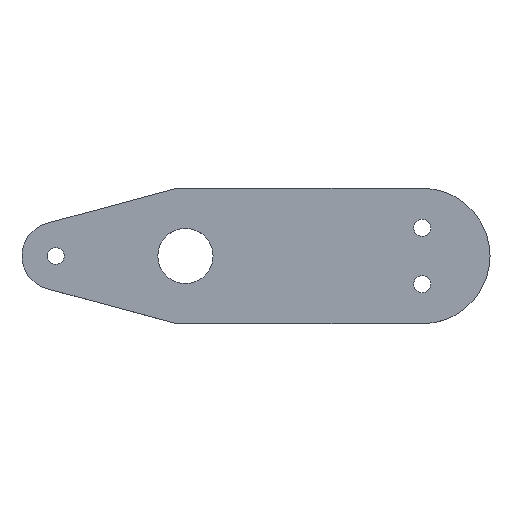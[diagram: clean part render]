
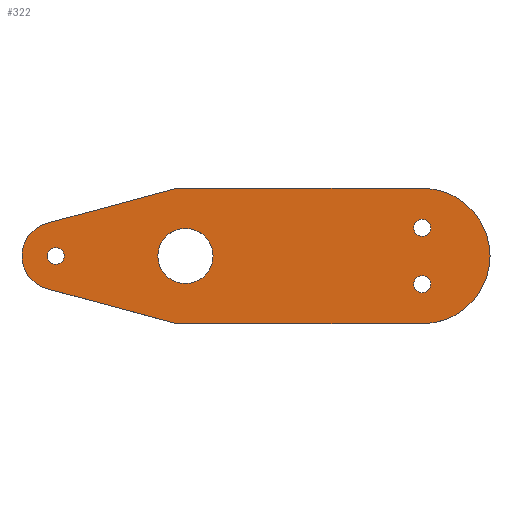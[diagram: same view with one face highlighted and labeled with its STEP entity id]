
A CAD part, top view. The second image highlights one B-rep face of the part: STEP entity #322.
In plain terms, the highlighted planar face has unit normal (0, 0, 1).
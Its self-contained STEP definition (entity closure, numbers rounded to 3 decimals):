
#5 = AXIS2_PLACEMENT_3D ( 'NONE', #554, #456, #72 ) ;
#8 = AXIS2_PLACEMENT_3D ( 'NONE', #14, #488, #353 ) ;
#10 = LINE ( 'NONE', #16, #440 ) ;
#14 = CARTESIAN_POINT ( 'NONE',  ( 23., 0., 4. ) ) ;
#16 = CARTESIAN_POINT ( 'NONE',  ( -1.565, -5.792, 4. ) ) ;
#23 = CIRCLE ( 'NONE', #5, 1.5 ) ;
#30 = CARTESIAN_POINT ( 'NONE',  ( 65., -12., 4. ) ) ;
#43 = EDGE_LOOP ( 'NONE', ( #216, #307 ) ) ;
#53 = DIRECTION ( 'NONE',  ( 0., 0., 1. ) ) ;
#57 = DIRECTION ( 'NONE',  ( 1., 0., 0. ) ) ;
#60 = CARTESIAN_POINT ( 'NONE',  ( 18.1, 0., 4. ) ) ;
#65 = DIRECTION ( 'NONE',  ( 0., 0., 1. ) ) ;
#71 = DIRECTION ( 'NONE',  ( 0., 0., 1. ) ) ;
#72 = DIRECTION ( 'NONE',  ( 1., 0., 0. ) ) ;
#78 = CARTESIAN_POINT ( 'NONE',  ( -1.565, 5.792, 4. ) ) ;
#79 = EDGE_CURVE ( 'NONE', #337, #533, #556, .T. ) ;
#90 = AXIS2_PLACEMENT_3D ( 'NONE', #402, #71, #360 ) ;
#93 = EDGE_CURVE ( 'NONE', #533, #337, #528, .T. ) ;
#94 = DIRECTION ( 'NONE',  ( 1., 0., 0. ) ) ;
#100 = EDGE_CURVE ( 'NONE', #464, #282, #550, .T. ) ;
#107 = DIRECTION ( 'NONE',  ( 1., 0., 0. ) ) ;
#112 = EDGE_CURVE ( 'NONE', #320, #327, #546, .T. ) ;
#117 = CARTESIAN_POINT ( 'NONE',  ( 0., 0., 4. ) ) ;
#119 = CARTESIAN_POINT ( 'NONE',  ( 66.5, -5., 4. ) ) ;
#127 = AXIS2_PLACEMENT_3D ( 'NONE', #304, #359, #57 ) ;
#128 = CARTESIAN_POINT ( 'NONE',  ( 0., -12., 4. ) ) ;
#140 = VERTEX_POINT ( 'NONE', #119 ) ;
#141 = ORIENTED_EDGE ( 'NONE', *, *, #343, .F. ) ;
#142 = FACE_BOUND ( 'NONE', #297, .T. ) ;
#145 = AXIS2_PLACEMENT_3D ( 'NONE', #362, #155, #107 ) ;
#146 = DIRECTION ( 'NONE',  ( 0., 0., 1. ) ) ;
#149 = FACE_OUTER_BOUND ( 'NONE', #299, .T. ) ;
#150 = EDGE_CURVE ( 'NONE', #379, #439, #357, .T. ) ;
#154 = DIRECTION ( 'NONE',  ( 1., 0., 0. ) ) ;
#155 = DIRECTION ( 'NONE',  ( 0., 0., 1. ) ) ;
#162 = LINE ( 'NONE', #368, #422 ) ;
#165 = ORIENTED_EDGE ( 'NONE', *, *, #150, .F. ) ;
#168 = EDGE_CURVE ( 'NONE', #182, #479, #564, .T. ) ;
#172 = VECTOR ( 'NONE', #225, 1000. ) ;
#179 = ORIENTED_EDGE ( 'NONE', *, *, #205, .F. ) ;
#182 = VERTEX_POINT ( 'NONE', #515 ) ;
#183 = EDGE_CURVE ( 'NONE', #464, #414, #532, .T. ) ;
#184 = CARTESIAN_POINT ( 'NONE',  ( 66.5, 5., 4. ) ) ;
#187 = CARTESIAN_POINT ( 'NONE',  ( 27.9, 0., 4. ) ) ;
#195 = CARTESIAN_POINT ( 'NONE',  ( 1.5, 0., 4. ) ) ;
#198 = CARTESIAN_POINT ( 'NONE',  ( 21.407, 12., 4. ) ) ;
#199 = CARTESIAN_POINT ( 'NONE',  ( -1.565, -5.792, 4. ) ) ;
#204 = CARTESIAN_POINT ( 'NONE',  ( 0., 0., 4. ) ) ;
#205 = EDGE_CURVE ( 'NONE', #439, #379, #354, .T. ) ;
#216 = ORIENTED_EDGE ( 'NONE', *, *, #79, .F. ) ;
#225 = DIRECTION ( 'NONE',  ( 0.965, 0.261, 0. ) ) ;
#226 = PLANE ( 'NONE',  #127 ) ;
#231 = FACE_BOUND ( 'NONE', #243, .T. ) ;
#243 = EDGE_LOOP ( 'NONE', ( #389, #258 ) ) ;
#245 = DIRECTION ( 'NONE',  ( 0., 0., 1. ) ) ;
#257 = CARTESIAN_POINT ( 'NONE',  ( 65., 5., 4. ) ) ;
#258 = ORIENTED_EDGE ( 'NONE', *, *, #112, .F. ) ;
#274 = CARTESIAN_POINT ( 'NONE',  ( 65., -5., 4. ) ) ;
#280 = DIRECTION ( 'NONE',  ( 1., 0., 0. ) ) ;
#282 = VERTEX_POINT ( 'NONE', #198 ) ;
#294 = AXIS2_PLACEMENT_3D ( 'NONE', #274, #363, #154 ) ;
#296 = EDGE_LOOP ( 'NONE', ( #165, #179 ) ) ;
#297 = EDGE_LOOP ( 'NONE', ( #305, #444 ) ) ;
#299 = EDGE_LOOP ( 'NONE', ( #141, #381, #375, #558, #339, #303 ) ) ;
#300 = EDGE_CURVE ( 'NONE', #327, #320, #344, .T. ) ;
#301 = EDGE_CURVE ( 'NONE', #479, #509, #518, .T. ) ;
#303 = ORIENTED_EDGE ( 'NONE', *, *, #183, .T. ) ;
#304 = CARTESIAN_POINT ( 'NONE',  ( 0., 0., 4. ) ) ;
#305 = ORIENTED_EDGE ( 'NONE', *, *, #423, .F. ) ;
#307 = ORIENTED_EDGE ( 'NONE', *, *, #93, .F. ) ;
#309 = AXIS2_PLACEMENT_3D ( 'NONE', #204, #53, #460 ) ;
#311 = CARTESIAN_POINT ( 'NONE',  ( -1.5, 0., 4. ) ) ;
#320 = VERTEX_POINT ( 'NONE', #187 ) ;
#322 = ADVANCED_FACE ( 'NONE', ( #482, #142, #149, #351, #231 ), #226, .T. ) ;
#325 = DIRECTION ( 'NONE',  ( -1., 0., 0. ) ) ;
#327 = VERTEX_POINT ( 'NONE', #60 ) ;
#337 = VERTEX_POINT ( 'NONE', #311 ) ;
#339 = ORIENTED_EDGE ( 'NONE', *, *, #100, .F. ) ;
#343 = EDGE_CURVE ( 'NONE', #182, #414, #10, .T. ) ;
#344 = CIRCLE ( 'NONE', #8, 4.9 ) ;
#348 = DIRECTION ( 'NONE',  ( -0.965, 0.261, 0. ) ) ;
#351 = FACE_BOUND ( 'NONE', #43, .T. ) ;
#353 = DIRECTION ( 'NONE',  ( 1., 0., 0. ) ) ;
#354 = CIRCLE ( 'NONE', #438, 1.5 ) ;
#357 = CIRCLE ( 'NONE', #491, 1.5 ) ;
#359 = DIRECTION ( 'NONE',  ( 0., 0., 1. ) ) ;
#360 = DIRECTION ( 'NONE',  ( 1., 0., 0. ) ) ;
#362 = CARTESIAN_POINT ( 'NONE',  ( 23., 0., 4. ) ) ;
#363 = DIRECTION ( 'NONE',  ( 0., 0., 1. ) ) ;
#368 = CARTESIAN_POINT ( 'NONE',  ( 0., 12., 4. ) ) ;
#370 = AXIS2_PLACEMENT_3D ( 'NONE', #117, #146, #542 ) ;
#375 = ORIENTED_EDGE ( 'NONE', *, *, #301, .T. ) ;
#379 = VERTEX_POINT ( 'NONE', #184 ) ;
#381 = ORIENTED_EDGE ( 'NONE', *, *, #168, .T. ) ;
#389 = ORIENTED_EDGE ( 'NONE', *, *, #300, .F. ) ;
#402 = CARTESIAN_POINT ( 'NONE',  ( 0., 0., 4. ) ) ;
#403 = CARTESIAN_POINT ( 'NONE',  ( 63.5, 5., 4. ) ) ;
#414 = VERTEX_POINT ( 'NONE', #199 ) ;
#416 = DIRECTION ( 'NONE',  ( 0., 0., 1. ) ) ;
#422 = VECTOR ( 'NONE', #325, 1000. ) ;
#423 = EDGE_CURVE ( 'NONE', #140, #437, #23, .T. ) ;
#429 = CIRCLE ( 'NONE', #294, 1.5 ) ;
#437 = VERTEX_POINT ( 'NONE', #462 ) ;
#438 = AXIS2_PLACEMENT_3D ( 'NONE', #257, #416, #557 ) ;
#439 = VERTEX_POINT ( 'NONE', #403 ) ;
#440 = VECTOR ( 'NONE', #348, 1000. ) ;
#441 = DIRECTION ( 'NONE',  ( 1., 0., 0. ) ) ;
#444 = ORIENTED_EDGE ( 'NONE', *, *, #446, .F. ) ;
#446 = EDGE_CURVE ( 'NONE', #437, #140, #429, .T. ) ;
#447 = CARTESIAN_POINT ( 'NONE',  ( 65., 0., 4. ) ) ;
#449 = CARTESIAN_POINT ( 'NONE',  ( 65., 12., 4. ) ) ;
#450 = VECTOR ( 'NONE', #280, 1000. ) ;
#453 = EDGE_CURVE ( 'NONE', #509, #282, #162, .T. ) ;
#456 = DIRECTION ( 'NONE',  ( 0., 0., 1. ) ) ;
#458 = CARTESIAN_POINT ( 'NONE',  ( -1.565, 5.792, 4. ) ) ;
#460 = DIRECTION ( 'NONE',  ( 1., 0., 0. ) ) ;
#462 = CARTESIAN_POINT ( 'NONE',  ( 63.5, -5., 4. ) ) ;
#464 = VERTEX_POINT ( 'NONE', #78 ) ;
#478 = CARTESIAN_POINT ( 'NONE',  ( 65., 5., 4. ) ) ;
#479 = VERTEX_POINT ( 'NONE', #30 ) ;
#482 = FACE_BOUND ( 'NONE', #296, .T. ) ;
#488 = DIRECTION ( 'NONE',  ( 0., 0., 1. ) ) ;
#491 = AXIS2_PLACEMENT_3D ( 'NONE', #478, #245, #94 ) ;
#509 = VERTEX_POINT ( 'NONE', #449 ) ;
#515 = CARTESIAN_POINT ( 'NONE',  ( 21.407, -12., 4. ) ) ;
#518 = CIRCLE ( 'NONE', #567, 12. ) ;
#528 = CIRCLE ( 'NONE', #90, 1.5 ) ;
#532 = CIRCLE ( 'NONE', #309, 6. ) ;
#533 = VERTEX_POINT ( 'NONE', #195 ) ;
#542 = DIRECTION ( 'NONE',  ( 1., 0., 0. ) ) ;
#546 = CIRCLE ( 'NONE', #145, 4.9 ) ;
#550 = LINE ( 'NONE', #458, #172 ) ;
#554 = CARTESIAN_POINT ( 'NONE',  ( 65., -5., 4. ) ) ;
#556 = CIRCLE ( 'NONE', #370, 1.5 ) ;
#557 = DIRECTION ( 'NONE',  ( 1., 0., 0. ) ) ;
#558 = ORIENTED_EDGE ( 'NONE', *, *, #453, .T. ) ;
#564 = LINE ( 'NONE', #128, #450 ) ;
#567 = AXIS2_PLACEMENT_3D ( 'NONE', #447, #65, #441 ) ;
